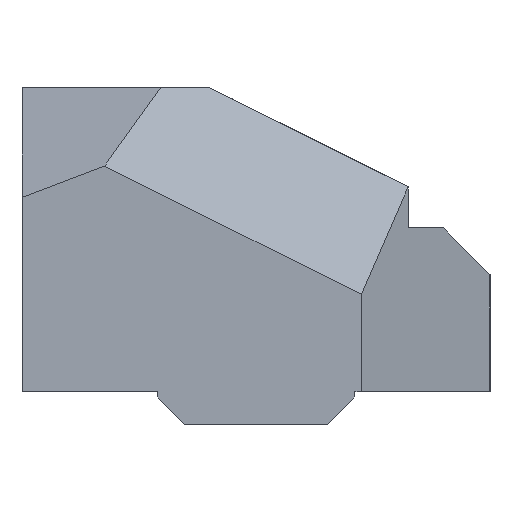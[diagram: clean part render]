
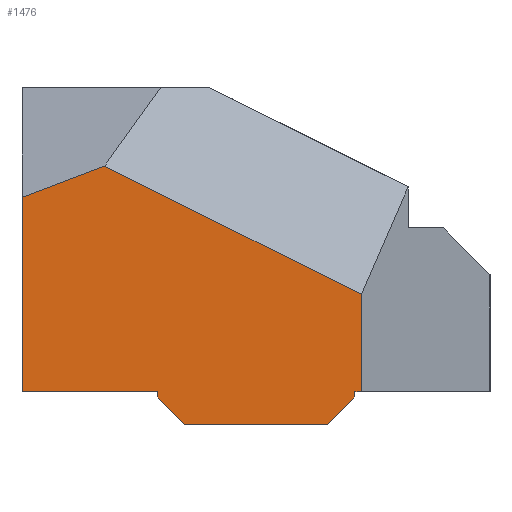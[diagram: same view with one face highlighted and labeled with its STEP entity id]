
A CAD part, left-side view. The second image highlights one B-rep face of the part: STEP entity #1476.
In plain terms, the highlighted planar face has unit normal (-1, 0, 0).
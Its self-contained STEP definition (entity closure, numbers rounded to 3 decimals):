
#110=FACE_OUTER_BOUND('',#195,.T.);
#195=EDGE_LOOP('',(#1166,#1167,#1168,#1169,#1170,#1171,#1172,#1173,#1174,
#1175,#1176));
#312=LINE('',#2287,#493);
#317=LINE('',#2295,#498);
#320=LINE('',#2306,#501);
#328=LINE('',#2322,#509);
#346=LINE('',#2359,#527);
#349=LINE('',#2365,#530);
#350=LINE('',#2367,#531);
#351=LINE('',#2369,#532);
#352=LINE('',#2371,#533);
#353=LINE('',#2373,#534);
#354=LINE('',#2374,#535);
#493=VECTOR('',#1794,10.);
#498=VECTOR('',#1801,10.);
#501=VECTOR('',#1810,10.);
#509=VECTOR('',#1824,10.);
#527=VECTOR('',#1858,10.);
#530=VECTOR('',#1863,10.);
#531=VECTOR('',#1864,10.);
#532=VECTOR('',#1865,10.);
#533=VECTOR('',#1866,10.);
#534=VECTOR('',#1867,10.);
#535=VECTOR('',#1868,10.);
#663=VERTEX_POINT('',#2285);
#664=VERTEX_POINT('',#2286);
#666=VERTEX_POINT('',#2293);
#671=VERTEX_POINT('',#2305);
#676=VERTEX_POINT('',#2321);
#687=VERTEX_POINT('',#2358);
#689=VERTEX_POINT('',#2364);
#690=VERTEX_POINT('',#2366);
#691=VERTEX_POINT('',#2368);
#692=VERTEX_POINT('',#2370);
#693=VERTEX_POINT('',#2372);
#824=EDGE_CURVE('',#663,#664,#312,.T.);
#829=EDGE_CURVE('',#666,#664,#317,.T.);
#834=EDGE_CURVE('',#663,#671,#320,.T.);
#843=EDGE_CURVE('',#671,#676,#328,.T.);
#863=EDGE_CURVE('',#676,#687,#346,.T.);
#866=EDGE_CURVE('',#689,#666,#349,.T.);
#867=EDGE_CURVE('',#690,#689,#350,.T.);
#868=EDGE_CURVE('',#691,#690,#351,.T.);
#869=EDGE_CURVE('',#692,#691,#352,.T.);
#870=EDGE_CURVE('',#693,#692,#353,.T.);
#871=EDGE_CURVE('',#687,#693,#354,.T.);
#1166=ORIENTED_EDGE('',*,*,#824,.T.);
#1167=ORIENTED_EDGE('',*,*,#829,.F.);
#1168=ORIENTED_EDGE('',*,*,#866,.F.);
#1169=ORIENTED_EDGE('',*,*,#867,.F.);
#1170=ORIENTED_EDGE('',*,*,#868,.F.);
#1171=ORIENTED_EDGE('',*,*,#869,.F.);
#1172=ORIENTED_EDGE('',*,*,#870,.F.);
#1173=ORIENTED_EDGE('',*,*,#871,.F.);
#1174=ORIENTED_EDGE('',*,*,#863,.F.);
#1175=ORIENTED_EDGE('',*,*,#843,.F.);
#1176=ORIENTED_EDGE('',*,*,#834,.F.);
#1399=PLANE('',#1586);
#1476=ADVANCED_FACE('',(#110),#1399,.T.);
#1586=AXIS2_PLACEMENT_3D('',#2363,#1861,#1862);
#1794=DIRECTION('',(0.,0.935,-0.354));
#1801=DIRECTION('',(0.,0.,1.));
#1810=DIRECTION('',(0.,-0.894,-0.447));
#1824=DIRECTION('',(0.,0.,-1.));
#1858=DIRECTION('',(0.,1.,0.));
#1861=DIRECTION('center_axis',(-1.,0.,0.));
#1862=DIRECTION('ref_axis',(0.,1.,0.));
#1863=DIRECTION('',(0.,1.,0.));
#1864=DIRECTION('',(0.,0.,1.));
#1865=DIRECTION('',(0.,0.707,0.707));
#1866=DIRECTION('',(0.,1.,0.));
#1867=DIRECTION('',(0.,0.707,-0.707));
#1868=DIRECTION('',(0.,0.,-1.));
#2285=CARTESIAN_POINT('',(0.,16.471,4.645));
#2286=CARTESIAN_POINT('',(0.,20.,3.308));
#2287=CARTESIAN_POINT('',(0.,7.341,8.105));
#2293=CARTESIAN_POINT('',(0.,20.,-5.));
#2295=CARTESIAN_POINT('',(0.,20.,0.));
#2305=CARTESIAN_POINT('',(0.,5.5,-0.84));
#2306=CARTESIAN_POINT('',(0.,6.086,-0.547));
#2321=CARTESIAN_POINT('',(0.,5.5,-5.));
#2322=CARTESIAN_POINT('',(0.,5.5,0.));
#2358=CARTESIAN_POINT('',(0.,5.775,-5.));
#2359=CARTESIAN_POINT('',(0.,0.,-5.));
#2363=CARTESIAN_POINT('Origin',(0.,0.,0.));
#2364=CARTESIAN_POINT('',(0.,14.225,-5.));
#2365=CARTESIAN_POINT('',(0.,0.,-5.));
#2366=CARTESIAN_POINT('',(0.,14.225,-5.225));
#2367=CARTESIAN_POINT('',(0.,14.225,-5.35));
#2368=CARTESIAN_POINT('',(0.,13.05,-6.4));
#2369=CARTESIAN_POINT('',(0.,13.05,-6.4));
#2370=CARTESIAN_POINT('',(0.,6.95,-6.4));
#2371=CARTESIAN_POINT('',(0.,11.525,-6.4));
#2372=CARTESIAN_POINT('',(0.,5.775,-5.225));
#2373=CARTESIAN_POINT('',(0.,7.537,-6.988));
#2374=CARTESIAN_POINT('',(0.,5.775,-5.463));
